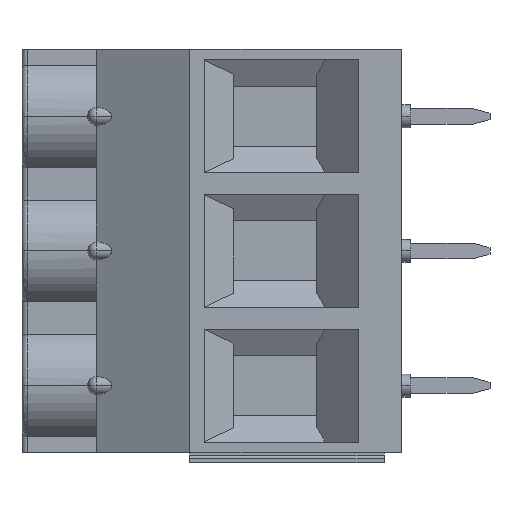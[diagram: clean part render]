
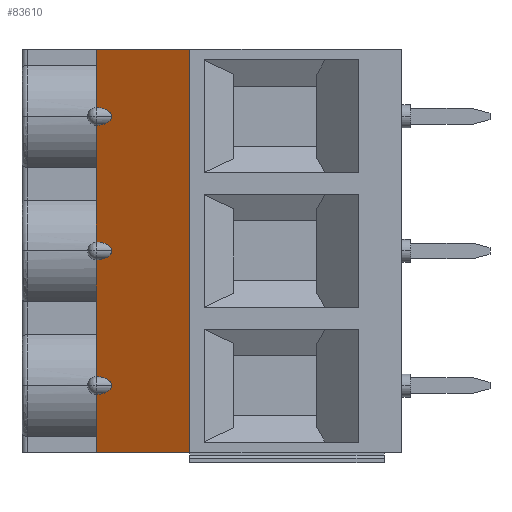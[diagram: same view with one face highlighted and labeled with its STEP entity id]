
A CAD part, left-side view. The second image highlights one B-rep face of the part: STEP entity #83610.
In plain terms, the highlighted planar face has unit normal (-0.866, 0.5, 0).
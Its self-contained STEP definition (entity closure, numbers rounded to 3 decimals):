
#1270=CARTESIAN_POINT('',(21.586,96.138,
   0.));
#1280=DIRECTION('',(0.,0.,
   -1.));
#1290=VECTOR('',#1280,1.);
#1300=LINE('',#1270,#1290);
#1310=CARTESIAN_POINT('',(21.586,96.138,
   -0.5));
#1320=VERTEX_POINT('',#1310);
#1330=CARTESIAN_POINT('',(21.586,96.138,
   -7.12));
#1340=VERTEX_POINT('',#1330);
#1350=EDGE_CURVE('',#1320,#1340,#1300,.T.);
#2030=CARTESIAN_POINT('',(21.586,96.138,
   -7.62));
#2040=DIRECTION('',(-0.866,0.5,
   0.));
#2050=DIRECTION('',(0.5,0.866,
   0.));
#2060=AXIS2_PLACEMENT_3D('',#2030,#2040,#2050);
#2070=ELLIPSE('',#2060,1.,0.5);
#2080=CARTESIAN_POINT('',(21.086,95.272,
   -7.62));
#2090=VERTEX_POINT('',#2080);
#2100=EDGE_CURVE('',#2090,#1340,#2070,.T.);
#12290=CARTESIAN_POINT('',(21.586,96.138
   ,0.5));
#12300=VERTEX_POINT('',#12290);
#12330=CARTESIAN_POINT('',(21.586,96.138
   ,0.));
#12340=DIRECTION('',(-0.866,0.5,
   0.));
#12350=DIRECTION('',(0.5,0.866,
   0.));
#12360=AXIS2_PLACEMENT_3D('',#12330,#12340,#12350);
#12370=ELLIPSE('',#12360,1.,0.5);
#12380=CARTESIAN_POINT('',(21.086,95.272
   ,0.));
#12390=VERTEX_POINT('',#12380);
#12400=EDGE_CURVE('',#12390,#12300,#12370,.T.);
#14970=CARTESIAN_POINT('',(21.586,96.138
   ,7.62));
#14980=DIRECTION('',(0.,0.,
   -1.));
#14990=VECTOR('',#14980,1.);
#15000=LINE('',#14970,#14990);
#15010=CARTESIAN_POINT('',(21.586,96.138
   ,7.12));
#15020=VERTEX_POINT('',#15010);
#15030=EDGE_CURVE('',#15020,#12300,#15000,.T.);
#19340=CARTESIAN_POINT('',(21.586,96.138
   ,8.12));
#19350=VERTEX_POINT('',#19340);
#19380=CARTESIAN_POINT('',(21.586,96.138
   ,7.62));
#19390=DIRECTION('',(-0.866,0.5,
   0.));
#19400=DIRECTION('',(0.5,0.866,
   0.));
#19410=AXIS2_PLACEMENT_3D('',#19380,#19390,#19400);
#19420=ELLIPSE('',#19410,1.,0.5);
#19430=CARTESIAN_POINT('',(21.086,95.272
   ,7.62));
#19440=VERTEX_POINT('',#19430);
#19450=EDGE_CURVE('',#19440,#19350,#19420,.T.);
#19740=CARTESIAN_POINT('',(18.536,90.855
   ,11.43));
#19750=VERTEX_POINT('',#19740);
#19920=CARTESIAN_POINT('',(18.536,90.855
   ,-11.43));
#19930=VERTEX_POINT('',#19920);
#19960=CARTESIAN_POINT('',(18.536,90.855
   ,0.));
#19970=DIRECTION('',(0.,0.,
   1.));
#19980=VECTOR('',#19970,1.);
#19990=LINE('',#19960,#19980);
#20000=EDGE_CURVE('',#19930,#19750,#19990,.T.);
#26330=CARTESIAN_POINT('',(21.586,96.138
   ,11.43));
#26340=VERTEX_POINT('',#26330);
#26370=CARTESIAN_POINT('',(21.586,96.138
   ,7.62));
#26380=DIRECTION('',(0.,0.,
   -1.));
#26390=VECTOR('',#26380,1.);
#26400=LINE('',#26370,#26390);
#26410=EDGE_CURVE('',#26340,#19350,#26400,.T.);
#41080=CARTESIAN_POINT('',(-33.919,
   0.,11.43));
#41090=DIRECTION('',(-0.5,-0.866,
   0.));
#41100=VECTOR('',#41090,1.);
#41110=LINE('',#41080,#41100);
#41120=EDGE_CURVE('',#26340,#19750,#41110,.T.);
#75980=CARTESIAN_POINT('',(21.586,96.138
   ,-11.43));
#75990=VERTEX_POINT('',#75980);
#76020=CARTESIAN_POINT('',(-33.919,
   0.,-11.43));
#76030=DIRECTION('',(-0.5,-0.866,
   0.));
#76040=VECTOR('',#76030,1.);
#76050=LINE('',#76020,#76040);
#76060=EDGE_CURVE('',#75990,#19930,#76050,.T.);
#83310=CARTESIAN_POINT('',(21.586,96.138
   ,0.));
#83320=DIRECTION('',(-0.866,0.5,
   0.));
#83330=DIRECTION('',(0.5,0.866,
   0.));
#83340=AXIS2_PLACEMENT_3D('',#83310,#83320,#83330);
#83350=PLANE('',#83340);
#83360=ORIENTED_EDGE('',*,*,#76060,.T.);
#83370=CARTESIAN_POINT('',(21.586,96.138
   ,0.));
#83380=DIRECTION('',(0.,0.,
   -1.));
#83390=VECTOR('',#83380,1.);
#83400=LINE('',#83370,#83390);
#83410=CARTESIAN_POINT('',(21.586,96.138
   ,-8.12));
#83420=VERTEX_POINT('',#83410);
#83430=EDGE_CURVE('',#83420,#75990,#83400,.T.);
#83440=ORIENTED_EDGE('',*,*,#83430,.T.);
#83450=EDGE_CURVE('',#83420,#2090,#2070,.T.);
#83460=ORIENTED_EDGE('',*,*,#83450,.F.);
#83470=ORIENTED_EDGE('',*,*,#2100,.F.);
#83480=ORIENTED_EDGE('',*,*,#1350,.T.);
#83490=EDGE_CURVE('',#1320,#12390,#12370,.T.);
#83500=ORIENTED_EDGE('',*,*,#83490,.F.);
#83510=ORIENTED_EDGE('',*,*,#12400,.F.);
#83520=ORIENTED_EDGE('',*,*,#15030,.T.);
#83530=EDGE_CURVE('',#15020,#19440,#19420,.T.);
#83540=ORIENTED_EDGE('',*,*,#83530,.F.);
#83550=ORIENTED_EDGE('',*,*,#19450,.F.);
#83560=ORIENTED_EDGE('',*,*,#26410,.T.);
#83570=ORIENTED_EDGE('',*,*,#41120,.F.);
#83580=ORIENTED_EDGE('',*,*,#20000,.T.);
#83590=EDGE_LOOP('',(#83580,#83570,#83560,#83550,#83540,#83520,#83510,
   #83500,#83480,#83470,#83460,#83440,#83360));
#83600=FACE_OUTER_BOUND('',#83590,.T.);
#83610=ADVANCED_FACE('',(#83600),#83350,.T.);
